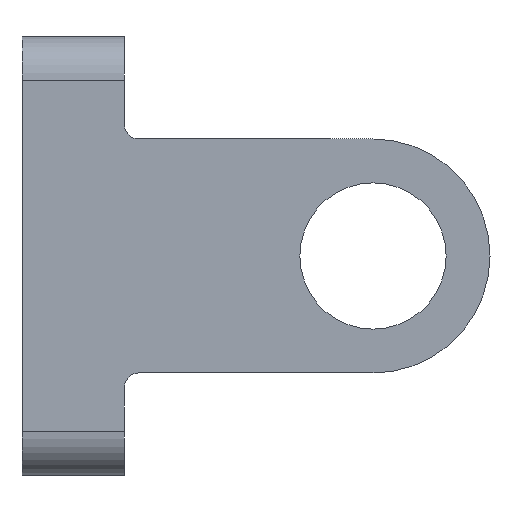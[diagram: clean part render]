
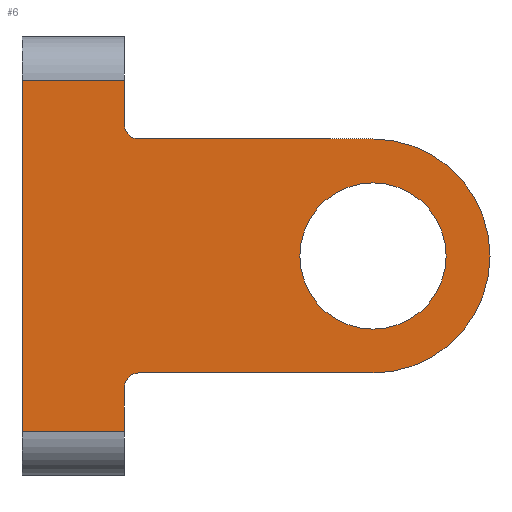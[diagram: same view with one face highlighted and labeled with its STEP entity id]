
A CAD part, front view. The second image highlights one B-rep face of the part: STEP entity #6.
In plain terms, the highlighted planar face has unit normal (0, -1, 0).
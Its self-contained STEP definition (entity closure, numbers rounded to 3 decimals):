
#1 = ORIENTED_EDGE ( 'NONE', *, *, #448, .F. ) ;
#6 = ADVANCED_FACE ( 'NONE', ( #701, #542 ), #430, .F. ) ;
#11 = ORIENTED_EDGE ( 'NONE', *, *, #388, .F. ) ;
#22 = CARTESIAN_POINT ( 'NONE',  ( -17., 0., -12. ) ) ;
#25 = VERTEX_POINT ( 'NONE', #22 ) ;
#31 = VERTEX_POINT ( 'NONE', #362 ) ;
#33 = ORIENTED_EDGE ( 'NONE', *, *, #587, .T. ) ;
#39 = DIRECTION ( 'NONE',  ( 1., 0., 0. ) ) ;
#46 = DIRECTION ( 'NONE',  ( 0., 1., 0. ) ) ;
#51 = CARTESIAN_POINT ( 'NONE',  ( 0., 0., 12. ) ) ;
#57 = CARTESIAN_POINT ( 'NONE',  ( -17., 0., 9. ) ) ;
#66 = VECTOR ( 'NONE', #338, 1000. ) ;
#73 = EDGE_CURVE ( 'NONE', #79, #137, #555, .T. ) ;
#76 = ORIENTED_EDGE ( 'NONE', *, *, #87, .T. ) ;
#79 = VERTEX_POINT ( 'NONE', #266 ) ;
#85 = CARTESIAN_POINT ( 'NONE',  ( -24., 0., 12. ) ) ;
#87 = EDGE_CURVE ( 'NONE', #870, #31, #704, .T. ) ;
#89 = EDGE_CURVE ( 'NONE', #31, #870, #489, .T. ) ;
#105 = ORIENTED_EDGE ( 'NONE', *, *, #89, .T. ) ;
#107 = CIRCLE ( 'NONE', #188, 1. ) ;
#137 = VERTEX_POINT ( 'NONE', #57 ) ;
#139 = VECTOR ( 'NONE', #598, 1000. ) ;
#141 = ORIENTED_EDGE ( 'NONE', *, *, #444, .T. ) ;
#147 = DIRECTION ( 'NONE',  ( -1., 0., 0. ) ) ;
#165 = CARTESIAN_POINT ( 'NONE',  ( -16., 0., 9. ) ) ;
#171 = ORIENTED_EDGE ( 'NONE', *, *, #648, .F. ) ;
#188 = AXIS2_PLACEMENT_3D ( 'NONE', #544, #46, #605 ) ;
#196 = LINE ( 'NONE', #595, #726 ) ;
#198 = AXIS2_PLACEMENT_3D ( 'NONE', #713, #318, #764 ) ;
#224 = AXIS2_PLACEMENT_3D ( 'NONE', #895, #892, #888 ) ;
#225 = AXIS2_PLACEMENT_3D ( 'NONE', #264, #501, #258 ) ;
#226 = AXIS2_PLACEMENT_3D ( 'NONE', #165, #277, #559 ) ;
#236 = AXIS2_PLACEMENT_3D ( 'NONE', #624, #358, #372 ) ;
#257 = CARTESIAN_POINT ( 'NONE',  ( 0., 0., -8. ) ) ;
#258 = DIRECTION ( 'NONE',  ( 0., 0., 1. ) ) ;
#264 = CARTESIAN_POINT ( 'NONE',  ( 0., 0., 0. ) ) ;
#266 = CARTESIAN_POINT ( 'NONE',  ( -16., 0., 8. ) ) ;
#277 = DIRECTION ( 'NONE',  ( 0., 1., 0. ) ) ;
#302 = VERTEX_POINT ( 'NONE', #731 ) ;
#303 = LINE ( 'NONE', #409, #66 ) ;
#305 = ORIENTED_EDGE ( 'NONE', *, *, #461, .T. ) ;
#318 = DIRECTION ( 'NONE',  ( 0., 1., 0. ) ) ;
#333 = VERTEX_POINT ( 'NONE', #884 ) ;
#338 = DIRECTION ( 'NONE',  ( 0., 0., -1. ) ) ;
#358 = DIRECTION ( 'NONE',  ( 0., 1., 0. ) ) ;
#359 = LINE ( 'NONE', #721, #833 ) ;
#362 = CARTESIAN_POINT ( 'NONE',  ( 0., 0., 5. ) ) ;
#372 = DIRECTION ( 'NONE',  ( 0., 0., 1. ) ) ;
#381 = VECTOR ( 'NONE', #39, 1000. ) ;
#388 = EDGE_CURVE ( 'NONE', #302, #137, #303, .T. ) ;
#397 = CARTESIAN_POINT ( 'NONE',  ( 0., 0., 8. ) ) ;
#405 = LINE ( 'NONE', #539, #139 ) ;
#406 = ORIENTED_EDGE ( 'NONE', *, *, #459, .F. ) ;
#409 = CARTESIAN_POINT ( 'NONE',  ( -17., 0., 8. ) ) ;
#425 = EDGE_CURVE ( 'NONE', #655, #572, #882, .T. ) ;
#429 = ORIENTED_EDGE ( 'NONE', *, *, #73, .T. ) ;
#430 = PLANE ( 'NONE',  #236 ) ;
#434 = VERTEX_POINT ( 'NONE', #815 ) ;
#444 = EDGE_CURVE ( 'NONE', #434, #25, #196, .T. ) ;
#448 = EDGE_CURVE ( 'NONE', #79, #655, #581, .T. ) ;
#456 = ORIENTED_EDGE ( 'NONE', *, *, #425, .F. ) ;
#457 = EDGE_CURVE ( 'NONE', #434, #643, #405, .T. ) ;
#459 = EDGE_CURVE ( 'NONE', #572, #818, #359, .T. ) ;
#461 = EDGE_CURVE ( 'NONE', #333, #818, #107, .T. ) ;
#489 = CIRCLE ( 'NONE', #224, 5. ) ;
#501 = DIRECTION ( 'NONE',  ( 0., 1., 0. ) ) ;
#509 = LINE ( 'NONE', #51, #528 ) ;
#522 = ORIENTED_EDGE ( 'NONE', *, *, #457, .F. ) ;
#526 = EDGE_LOOP ( 'NONE', ( #522, #141, #171, #305, #406, #456, #1, #429, #11, #33 ) ) ;
#528 = VECTOR ( 'NONE', #147, 1000. ) ;
#534 = CARTESIAN_POINT ( 'NONE',  ( 0., 0., -5. ) ) ;
#539 = CARTESIAN_POINT ( 'NONE',  ( -24., 0., -15. ) ) ;
#542 = FACE_BOUND ( 'NONE', #754, .T. ) ;
#544 = CARTESIAN_POINT ( 'NONE',  ( -16., 0., -9. ) ) ;
#555 = CIRCLE ( 'NONE', #226, 1. ) ;
#559 = DIRECTION ( 'NONE',  ( 0., 0., 1. ) ) ;
#572 = VERTEX_POINT ( 'NONE', #257 ) ;
#573 = CARTESIAN_POINT ( 'NONE',  ( 0., 0., 8. ) ) ;
#581 = LINE ( 'NONE', #397, #381 ) ;
#587 = EDGE_CURVE ( 'NONE', #302, #643, #509, .T. ) ;
#588 = CARTESIAN_POINT ( 'NONE',  ( -16., 0., -8. ) ) ;
#595 = CARTESIAN_POINT ( 'NONE',  ( 0., 0., -12. ) ) ;
#598 = DIRECTION ( 'NONE',  ( 0., 0., 1. ) ) ;
#605 = DIRECTION ( 'NONE',  ( 0., 0., 1. ) ) ;
#624 = CARTESIAN_POINT ( 'NONE',  ( 0., 0., 0. ) ) ;
#634 = DIRECTION ( 'NONE',  ( 0., 0., -1. ) ) ;
#643 = VERTEX_POINT ( 'NONE', #85 ) ;
#648 = EDGE_CURVE ( 'NONE', #333, #25, #795, .T. ) ;
#651 = DIRECTION ( 'NONE',  ( 1., 0., 0. ) ) ;
#655 = VERTEX_POINT ( 'NONE', #573 ) ;
#701 = FACE_OUTER_BOUND ( 'NONE', #526, .T. ) ;
#704 = CIRCLE ( 'NONE', #225, 5. ) ;
#713 = CARTESIAN_POINT ( 'NONE',  ( 0., 0., 0. ) ) ;
#721 = CARTESIAN_POINT ( 'NONE',  ( 0., 0., -8. ) ) ;
#726 = VECTOR ( 'NONE', #651, 1000. ) ;
#731 = CARTESIAN_POINT ( 'NONE',  ( -17., 0., 12. ) ) ;
#754 = EDGE_LOOP ( 'NONE', ( #76, #105 ) ) ;
#764 = DIRECTION ( 'NONE',  ( 0., 0., 1. ) ) ;
#774 = DIRECTION ( 'NONE',  ( -1., 0., 0. ) ) ;
#782 = VECTOR ( 'NONE', #634, 1000. ) ;
#795 = LINE ( 'NONE', #858, #782 ) ;
#815 = CARTESIAN_POINT ( 'NONE',  ( -24., 0., -12. ) ) ;
#818 = VERTEX_POINT ( 'NONE', #588 ) ;
#833 = VECTOR ( 'NONE', #774, 1000. ) ;
#858 = CARTESIAN_POINT ( 'NONE',  ( -17., 0., -15. ) ) ;
#870 = VERTEX_POINT ( 'NONE', #534 ) ;
#882 = CIRCLE ( 'NONE', #198, 8. ) ;
#884 = CARTESIAN_POINT ( 'NONE',  ( -17., 0., -9. ) ) ;
#888 = DIRECTION ( 'NONE',  ( 0., 0., 1. ) ) ;
#892 = DIRECTION ( 'NONE',  ( 0., 1., 0. ) ) ;
#895 = CARTESIAN_POINT ( 'NONE',  ( 0., 0., 0. ) ) ;
